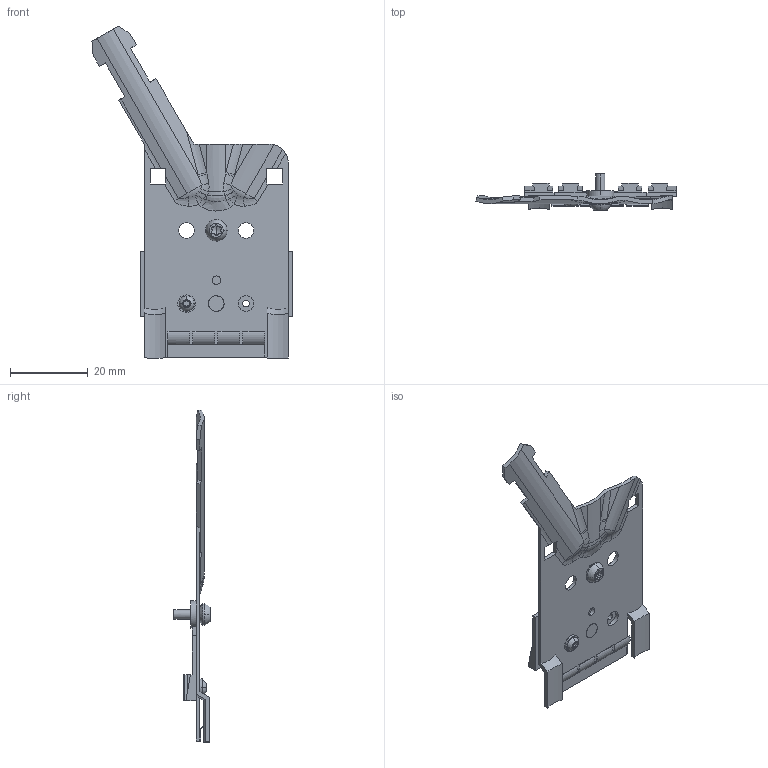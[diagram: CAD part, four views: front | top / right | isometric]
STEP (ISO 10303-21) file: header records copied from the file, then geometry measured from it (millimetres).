
FILE_DESCRIPTION(('CATIA V5 STEP','CAx-IF Rec.Pracs.--- Model Styling and Organization---1.4--- 2014-01-23'),'2;1');
FILE_NAME ('D1381107_3_1118490000_1118490000.stp','2023-09-11T09:53:07+00:00',('none'),('Weidmueller'),'CATIA Version 5-6 Release 2016 SP3 HF44','CATIA V5 STEP AP214','none');
FILE_SCHEMA(('AUTOMOTIVE_DESIGN { 1 0 10303 214 1 1 1 1 }'));
Length unit declared in the file: millimetre
Products named in the file (1): 1118490000
Bounding box: 51.37 x 9.3 x 85.19 mm (x, y, z)
Volume: 3387.9 mm3; surface area: 7203.8 mm2
Topology: 6 solids, 6 shells, 332 faces, 920 edges, 595 vertices
Faces by surface type: plane 138, bspline 86, cylinder 76, sphere 12, revolution 10, cone 8, extrusion 2
Entity records: 14804 total; most frequent: CARTESIAN_POINT 7463, ORIENTED_EDGE 1828, DIRECTION 962, EDGE_CURVE 914, VERTEX_POINT 595, VECTOR 428, LINE 426, EDGE_LOOP 361
